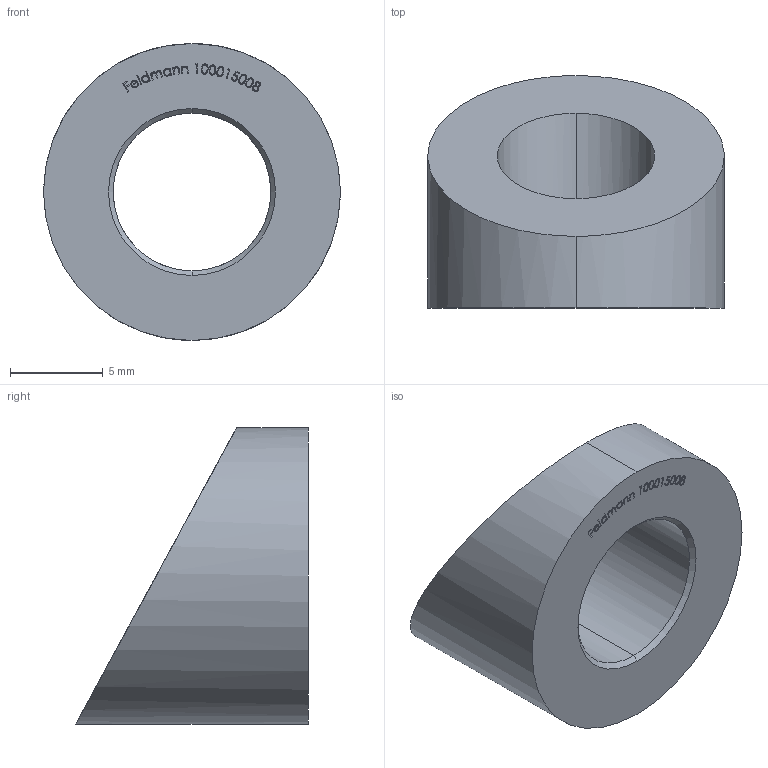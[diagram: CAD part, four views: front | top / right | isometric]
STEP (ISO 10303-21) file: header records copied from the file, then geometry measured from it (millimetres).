
FILE_DESCRIPTION (( 'STEP AP203' ), '1' );
FILE_NAME ('100015008.STEP', '2018-03-16T07:25:50', ( '' ), ( '' ), 'SwSTEP 2.0', 'SolidWorks 2015', '' );
FILE_SCHEMA (( 'CONFIG_CONTROL_DESIGN' ));
Length unit declared in the file: millimetre
Products named in the file (1): 100015008
Bounding box: 16 x 12.54 x 16 mm (x, y, z)
Volume: 1182.5 mm3; surface area: 939.9 mm2
Topology: 1 solids, 1 shells, 225 faces, 586 edges, 390 vertices
Faces by surface type: bspline 118, plane 101, cylinder 4, cone 2
Entity records: 14171 total; most frequent: CARTESIAN_POINT 9380, ORIENTED_EDGE 1172, EDGE_CURVE 586, DIRECTION 568, VERTEX_POINT 390, LINE 340, VECTOR 340, EDGE_LOOP 254
